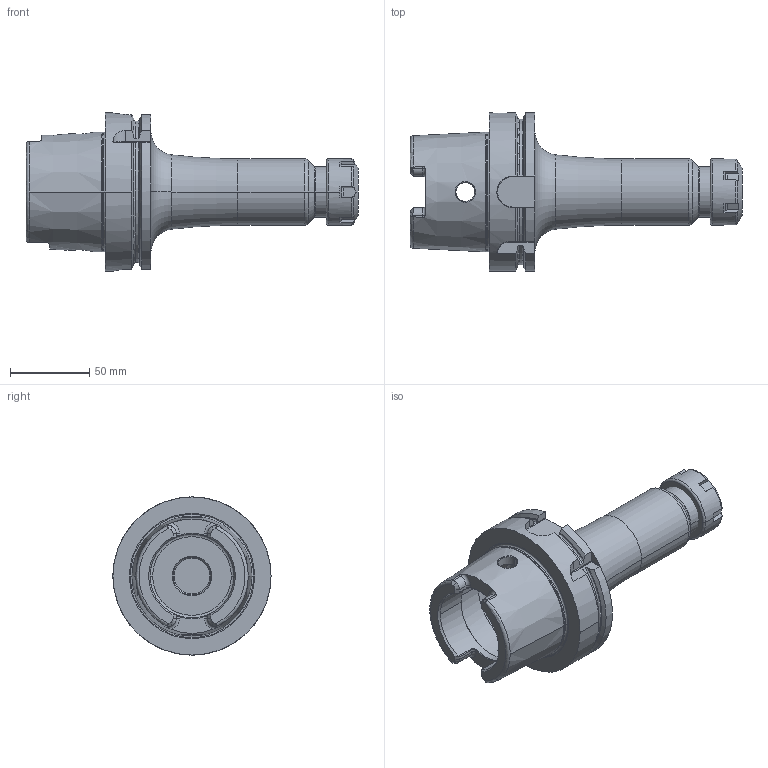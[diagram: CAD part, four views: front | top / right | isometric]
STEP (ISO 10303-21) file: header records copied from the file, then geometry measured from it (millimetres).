
FILE_DESCRIPTION((''),'2;1');
FILE_NAME('A100-022-25_ASM','2011-09-13T',('mei'),(''),'PRO/ENGINEER BY PARAMETRIC TECHNOLOGY CORPORATION, 2010430','PRO/ENGINEER BY PARAMETRIC TECHNOLOGY CORPORATION, 2010430','');
FILE_SCHEMA(('CONFIG_CONTROL_DESIGN'));
Length unit declared in the file: millimetre
Products named in the file (3): A100-022-25; 83-912-25; A100-022-25_ASM
Assembly tree (2 placements, depth 2):
  A100-022-25_ASM
    A100-022-25
    83-912-25
Bounding box: 210 x 100 x 100 mm (x, y, z)
Volume: 441160.8 mm3; surface area: 71175.8 mm2
Topology: 2 solids, 4 shells, 227 faces, 579 edges, 358 vertices
Faces by surface type: plane 72, cylinder 54, torus 44, cone 41, bspline 14, extrusion 2
Entity records: 8699 total; most frequent: CARTESIAN_POINT 3330, ORIENTED_EDGE 1150, DIRECTION 1063, EDGE_CURVE 579, AXIS2_PLACEMENT_3D 425, VERTEX_POINT 358, EDGE_LOOP 233, FACE_OUTER_BOUND 227
